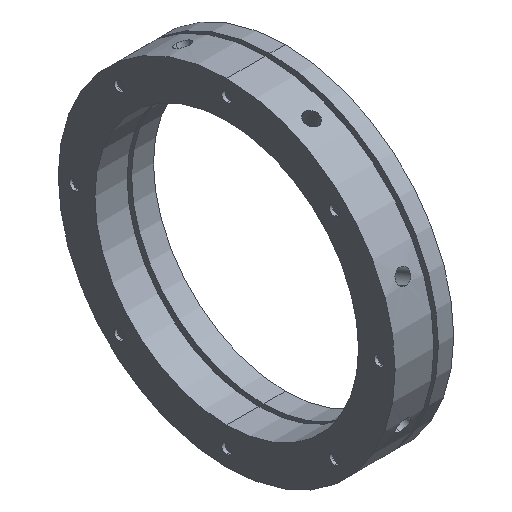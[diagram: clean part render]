
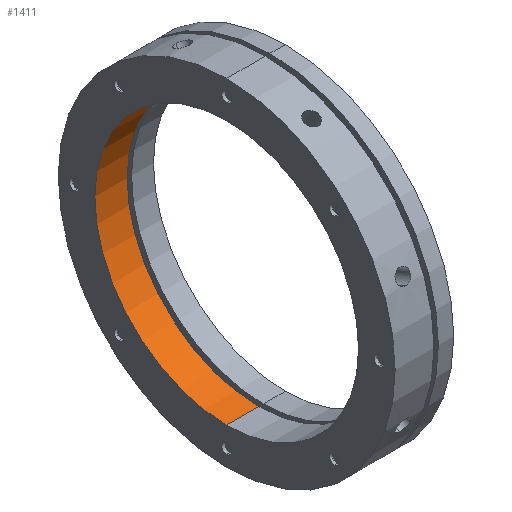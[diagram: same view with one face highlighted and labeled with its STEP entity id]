
A CAD part, isometric view. The second image highlights one B-rep face of the part: STEP entity #1411.
In plain terms, the highlighted cylindrical face has radius 90 mm (diameter 180 mm), a partial arc.
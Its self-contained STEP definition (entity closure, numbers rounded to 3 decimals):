
#320 = DIRECTION ( 'NONE',  ( 0., 0., -1. ) ) ;
#324 = DIRECTION ( 'NONE',  ( 1., 0., 0. ) ) ;
#325 = CARTESIAN_POINT ( 'NONE',  ( 20., 0., 0. ) ) ;
#921 = CARTESIAN_POINT ( 'NONE',  ( 22., 0., 0. ) ) ;
#922 = DIRECTION ( 'NONE',  ( -1., 0., 0. ) ) ;
#923 = DIRECTION ( 'NONE',  ( 0., 0., -1. ) ) ;
#1008 = CARTESIAN_POINT ( 'NONE',  ( 0., 0., 90. ) ) ;
#1035 = CARTESIAN_POINT ( 'NONE',  ( 22., 0., 90. ) ) ;
#1133 = CIRCLE ( 'NONE', #5054, 90. ) ;
#1142 = CIRCLE ( 'NONE', #3997, 90. ) ;
#1305 = LINE ( 'NONE', #2033, #1352 ) ;
#1352 = VECTOR ( 'NONE', #1986, 1000. ) ;
#1411 = ADVANCED_FACE ( 'NONE', ( #5498 ), #5270, .F. ) ;
#1732 = CARTESIAN_POINT ( 'NONE',  ( 0., 0., -90. ) ) ;
#1761 = CARTESIAN_POINT ( 'NONE',  ( 22., 0., -90. ) ) ;
#1986 = DIRECTION ( 'NONE',  ( 1., 0., 0. ) ) ;
#2033 = CARTESIAN_POINT ( 'NONE',  ( 20., 0., -90. ) ) ;
#2314 = CARTESIAN_POINT ( 'NONE',  ( 20., 0., 90. ) ) ;
#2315 = DIRECTION ( 'NONE',  ( 1., 0., 0. ) ) ;
#2642 = CARTESIAN_POINT ( 'NONE',  ( 0., 0., 0. ) ) ;
#2643 = DIRECTION ( 'NONE',  ( 1., 0., 0. ) ) ;
#2644 = DIRECTION ( 'NONE',  ( 0., 0., -1. ) ) ;
#3701 = EDGE_LOOP ( 'NONE', ( #4607, #4609, #4610, #4628 ) ) ;
#3997 = AXIS2_PLACEMENT_3D ( 'NONE', #2642, #2643, #2644 ) ;
#4402 = LINE ( 'NONE', #2314, #4419 ) ;
#4419 = VECTOR ( 'NONE', #2315, 1000. ) ;
#4607 = ORIENTED_EDGE ( 'NONE', *, *, #5672, .F. ) ;
#4609 = ORIENTED_EDGE ( 'NONE', *, *, #5718, .F. ) ;
#4610 = ORIENTED_EDGE ( 'NONE', *, *, #5586, .T. ) ;
#4628 = ORIENTED_EDGE ( 'NONE', *, *, #5237, .F. ) ;
#5054 = AXIS2_PLACEMENT_3D ( 'NONE', #921, #922, #923 ) ;
#5214 = AXIS2_PLACEMENT_3D ( 'NONE', #325, #324, #320 ) ;
#5237 = EDGE_CURVE ( 'NONE', #5341, #5442, #1133, .T. ) ;
#5270 = CYLINDRICAL_SURFACE ( 'NONE', #5214, 90. ) ;
#5301 = VERTEX_POINT ( 'NONE', #1008 ) ;
#5341 = VERTEX_POINT ( 'NONE', #1035 ) ;
#5370 = VERTEX_POINT ( 'NONE', #1732 ) ;
#5442 = VERTEX_POINT ( 'NONE', #1761 ) ;
#5498 = FACE_OUTER_BOUND ( 'NONE', #3701, .T. ) ;
#5586 = EDGE_CURVE ( 'NONE', #5370, #5442, #1305, .T. ) ;
#5672 = EDGE_CURVE ( 'NONE', #5301, #5341, #4402, .T. ) ;
#5718 = EDGE_CURVE ( 'NONE', #5370, #5301, #1142, .T. ) ;
